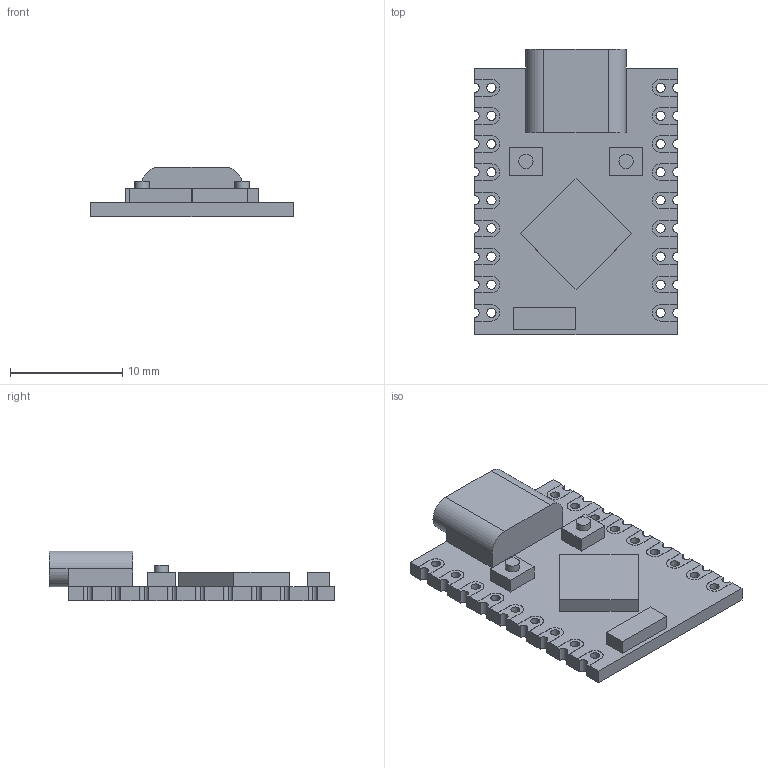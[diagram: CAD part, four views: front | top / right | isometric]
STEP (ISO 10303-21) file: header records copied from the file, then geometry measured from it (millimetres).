
FILE_DESCRIPTION(('HOOPS Exchange Step'),'2;1');
FILE_NAME('temp_export','2024-07-07T12:50:24-07:00',('Aaron'),('Shapr3D Limited'),'HOOPS Exchange 2024.2','Shapr3D','Authorized');
FILE_SCHEMA( ('AUTOMOTIVE_DESIGN { 1 0 10303 214 1 1 1 1 }') );
Length unit declared in the file: millimetre
Products named in the file (1): root
Bounding box: 18.03 x 25.4 x 4.45 mm (x, y, z)
Volume: 713.9 mm3; surface area: 1436.3 mm2
Topology: 1 solids, 1 shells, 362 faces, 1004 edges, 670 vertices
Faces by surface type: plane 232, cylinder 80, bspline 50
Full cylindrical faces by diameter (mm): 0.813 x18, 1.27 x2
Entity records: 14191 total; most frequent: CARTESIAN_POINT 4751, ORIENTED_EDGE 2008, DIRECTION 1694, EDGE_CURVE 1004, VECTOR 740, LINE 740, VERTEX_POINT 670, AXIS2_PLACEMENT_3D 477
